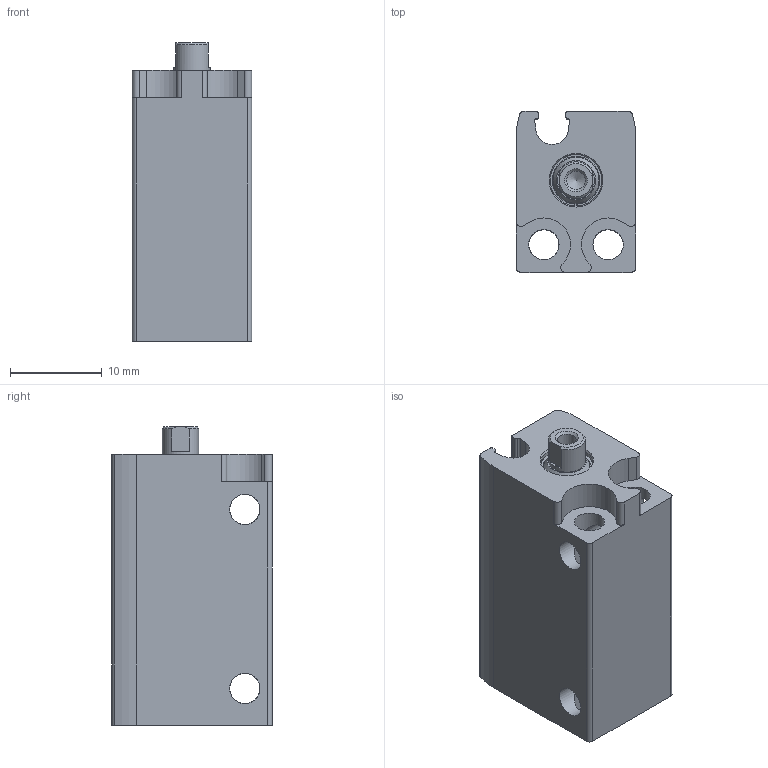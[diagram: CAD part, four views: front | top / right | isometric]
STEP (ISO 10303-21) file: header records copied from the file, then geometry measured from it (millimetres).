
FILE_DESCRIPTION(/* description */ ('STEP AP214'),/* implementation_level */ '2;1');
FILE_NAME(/* name */ '8142512_ADN-S-6-10-I-A-F1A',/* time_stamp */ '2024-08-01T19:52:40+02:00',/* author */ ('License CC BY-ND 4.0'),/* organization */ ('CADENAS'),/* preprocessor_version */ 'ST-DEVELOPER v19.3',/* originating_system */ 'PARTsolutions',/* authorisation */ ' ');
FILE_SCHEMA (('AUTOMOTIVE_DESIGN {1 0 10303 214 3 1 1}'));
Length unit declared in the file: millimetre
Products named in the file (3): 8142512 ADN-S-6-10-I-A-F1A---(0_high); 5173733 ADN-S-6-10-I-A---(highH); 5173733 ADN-S-6-10-I-A---(highP)
Assembly tree (2 placements, depth 2):
  8142512 ADN-S-6-10-I-A-F1A---(0_high)
    5173733 ADN-S-6-10-I-A---(highH)
    5173733 ADN-S-6-10-I-A---(highP)
Bounding box: 13 x 17.5 x 32.5 mm (x, y, z)
Volume: 5389.4 mm3; surface area: 4061.4 mm2
Topology: 2 solids, 2 shells, 83 faces, 212 edges, 133 vertices
Faces by surface type: cylinder 40, plane 31, cone 10, torus 2
Full cylindrical faces by diameter (mm): 2.013 x1, 2.459 x2, 3.3 x12, 4 x2, 5.6 x1, 6 x2, 7 x1
Entity records: 2391 total; most frequent: DIRECTION 434, CARTESIAN_POINT 393, ORIENTED_EDGE 342, AXIS2_PLACEMENT_3D 181, EDGE_CURVE 171, FACE_BOUND 131, EDGE_LOOP 130, VERTEX_POINT 124
